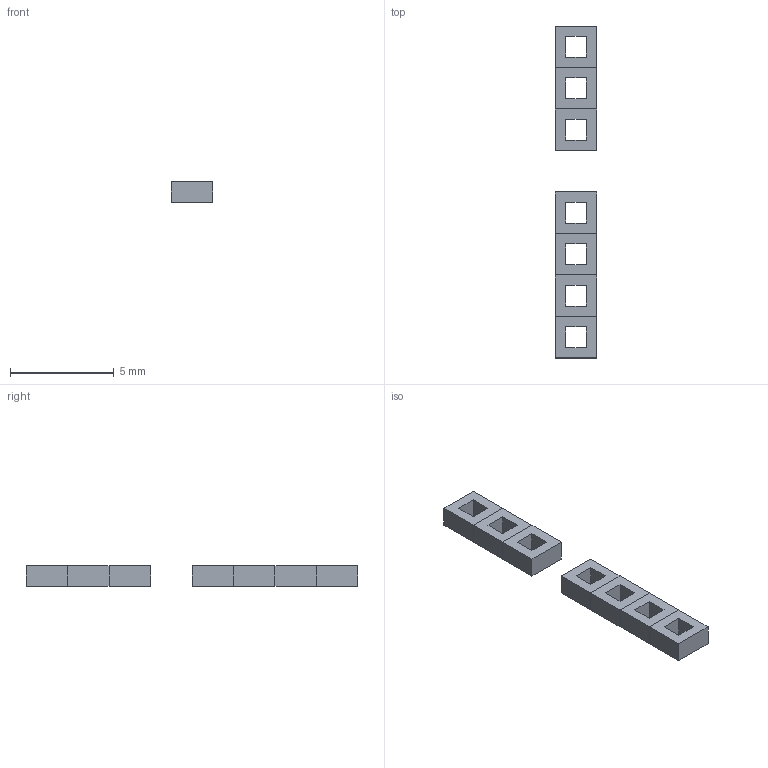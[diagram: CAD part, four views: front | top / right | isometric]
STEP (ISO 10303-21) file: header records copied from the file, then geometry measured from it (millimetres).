
FILE_DESCRIPTION(/* description */ ('','CAx-IF Rec.Pracs.---Representation and Presentation of Product Manufacturing Information (PMI)---4.0---2014-10-13'),/* implementation_level */ '2;1');
FILE_NAME(/* name */ 'thruhole_7pin.step',/* time_stamp */ '2025-04-06T22:52:49-04:00',/* author */ (''),/* organization */ (''),/* preprocessor_version */ 'ST-DEVELOPER v20',/* originating_system */ 'Autodesk Translation Framework v13.20.0.188',/* authorisation */ '');
FILE_SCHEMA (('AP242_MANAGED_MODEL_BASED_3D_ENGINEERING_MIM_LF { 1 0 10303 442 1 1 4 }'));
Length unit declared in the file: millimetre
Products named in the file (1): throughHole
Bounding box: 2 x 16 x 1 mm (x, y, z)
Volume: 21 mm3; surface area: 126 mm2
Topology: 7 solids, 7 shells, 70 faces, 168 edges, 112 vertices
Faces by surface type: plane 70
Entity records: 2054 total; most frequent: CARTESIAN_POINT 351, ORIENTED_EDGE 336, DIRECTION 310, LINE 168, VECTOR 168, EDGE_CURVE 168, VERTEX_POINT 112, EDGE_LOOP 84
